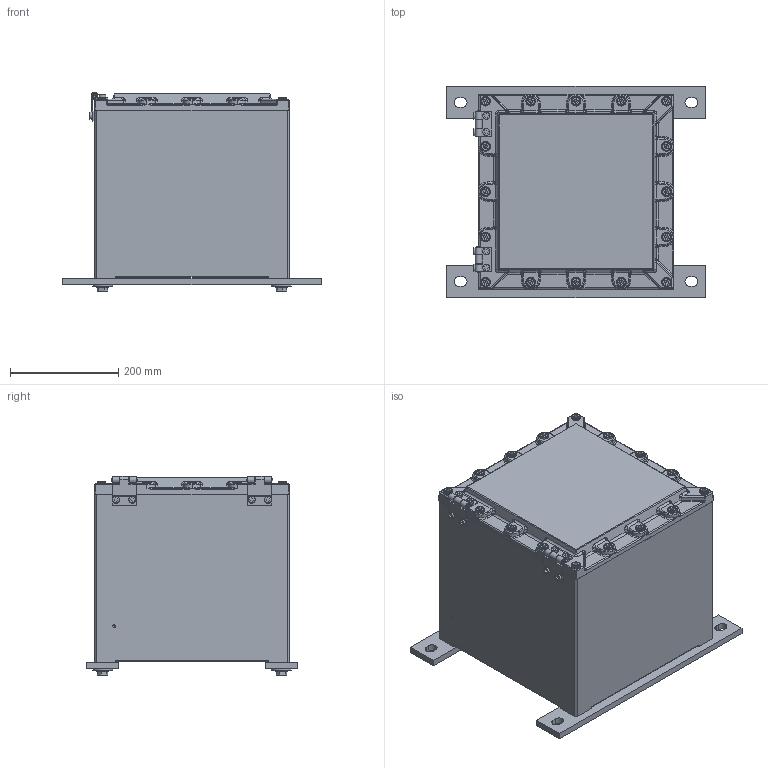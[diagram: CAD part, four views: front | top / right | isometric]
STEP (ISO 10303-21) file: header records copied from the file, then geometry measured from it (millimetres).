
FILE_DESCRIPTION (( 'STEP AP203' ), '1' );
FILE_NAME ('8264-_225-3_10.STEP', '2013-07-24T13:12:20', ( 'Admin' ), ( 'R. STAHL AG' ), 'SwSTEP 2.0', 'SolidWorks 2013', '' );
FILE_SCHEMA (( 'CONFIG_CONTROL_DESIGN' ));
Length unit declared in the file: millimetre
Products named in the file (16): 82_640_01_26_0_Teil_3; 82_649_13_04_6_82_649_43_04_3; 82_640_01_26_0; 82_649_03_05_6_8264942053; 500_663_0_M 8 x 16; 502_606_0_Vereinfacht M10 x 30; 500_635_0; 82_649_01_55_0_NEC; 506_761_0; 502_077_0; 506_712_0; 506_228_0; 8264-_222-3_10-Befestigungsschiene; 82_640_01_26_0_Teil_1; 8264-_225-3_10; 82_640_01_26_0_Teil_2
Assembly tree (54 placements, depth 3):
  8264-_225-3_10
    82_649_13_04_6_82_649_43_04_3
    82_649_03_05_6_8264942053
    502_606_0_Vereinfacht M10 x 30  x16
    82_649_01_55_0_NEC
    502_077_0  x4
    506_228_0  x4
    82_640_01_26_0  x2
      82_640_01_26_0_Teil_1
      82_640_01_26_0_Teil_2
      82_640_01_26_0_Teil_3
    500_663_0_M 8 x 16  x8
    500_635_0  x4
    506_761_0  x4
    506_712_0  x4
    8264-_222-3_10-Befestigungsschiene  x2
Bounding box: 476 x 390 x 367.1 mm (x, y, z)
Volume: 12225898.6 mm3; surface area: 1850018.1 mm2
Topology: 55 solids, 55 shells, 2206 faces, 5129 edges, 2962 vertices
Faces by surface type: plane 708, cylinder 705, bspline 282, cone 250, torus 235, sphere 26
Entity records: 51392 total; most frequent: CARTESIAN_POINT 20700, ORIENTED_EDGE 5960, DIRECTION 5786, EDGE_CURVE 2980, AXIS2_PLACEMENT_3D 2307, VERTEX_POINT 1773, EDGE_LOOP 1429, FACE_OUTER_BOUND 1303
